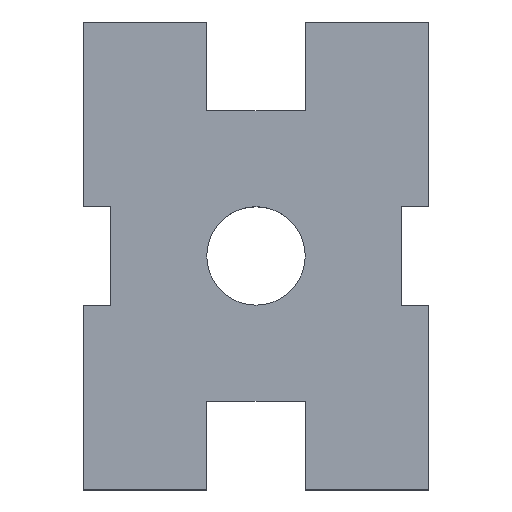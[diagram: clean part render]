
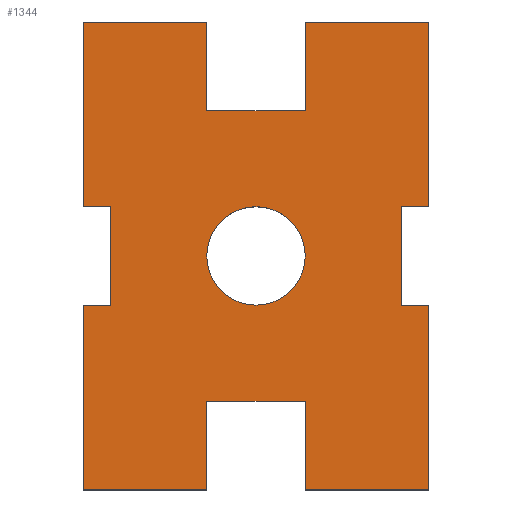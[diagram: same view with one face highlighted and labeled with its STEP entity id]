
A CAD part, top view. The second image highlights one B-rep face of the part: STEP entity #1344.
In plain terms, the highlighted planar face has unit normal (0, 0, 1).
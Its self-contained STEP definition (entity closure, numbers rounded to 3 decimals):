
#648=CIRCLE('',#1297,2.);
#678=ORIENTED_EDGE('',*,*,#961,.T.);
#679=ORIENTED_EDGE('',*,*,#962,.T.);
#680=ORIENTED_EDGE('',*,*,#963,.F.);
#681=ORIENTED_EDGE('',*,*,#964,.F.);
#682=ORIENTED_EDGE('',*,*,#965,.F.);
#683=ORIENTED_EDGE('',*,*,#957,.T.);
#684=ORIENTED_EDGE('',*,*,#959,.T.);
#685=ORIENTED_EDGE('',*,*,#966,.F.);
#686=ORIENTED_EDGE('',*,*,#967,.F.);
#687=ORIENTED_EDGE('',*,*,#968,.F.);
#688=ORIENTED_EDGE('',*,*,#969,.T.);
#689=ORIENTED_EDGE('',*,*,#970,.T.);
#690=ORIENTED_EDGE('',*,*,#971,.F.);
#691=ORIENTED_EDGE('',*,*,#972,.F.);
#692=ORIENTED_EDGE('',*,*,#973,.F.);
#693=ORIENTED_EDGE('',*,*,#974,.T.);
#694=ORIENTED_EDGE('',*,*,#975,.T.);
#695=ORIENTED_EDGE('',*,*,#976,.F.);
#696=ORIENTED_EDGE('',*,*,#977,.F.);
#697=ORIENTED_EDGE('',*,*,#978,.F.);
#698=ORIENTED_EDGE('',*,*,#979,.F.);
#794=VECTOR('',#1076,1.);
#796=VECTOR('',#1080,1.);
#798=VECTOR('',#1084,1.);
#799=VECTOR('',#1085,1.);
#800=VECTOR('',#1086,1.);
#801=VECTOR('',#1087,1.);
#802=VECTOR('',#1088,1.);
#803=VECTOR('',#1089,1.);
#804=VECTOR('',#1090,1.);
#805=VECTOR('',#1091,1.);
#806=VECTOR('',#1092,1.);
#807=VECTOR('',#1093,1.);
#808=VECTOR('',#1094,1.);
#809=VECTOR('',#1095,1.);
#810=VECTOR('',#1096,1.);
#811=VECTOR('',#1097,1.);
#812=VECTOR('',#1098,1.);
#813=VECTOR('',#1099,1.);
#814=VECTOR('',#1100,1.);
#815=VECTOR('',#1101,1.);
#854=LINE('',#1210,#794);
#856=LINE('',#1214,#796);
#858=LINE('',#1219,#798);
#859=LINE('',#1221,#799);
#860=LINE('',#1223,#800);
#861=LINE('',#1225,#801);
#862=LINE('',#1226,#802);
#863=LINE('',#1228,#803);
#864=LINE('',#1230,#804);
#865=LINE('',#1232,#805);
#866=LINE('',#1234,#806);
#867=LINE('',#1236,#807);
#868=LINE('',#1238,#808);
#869=LINE('',#1240,#809);
#870=LINE('',#1242,#810);
#871=LINE('',#1244,#811);
#872=LINE('',#1246,#812);
#873=LINE('',#1248,#813);
#874=LINE('',#1250,#814);
#875=LINE('',#1251,#815);
#914=VERTEX_POINT('',#1207);
#915=VERTEX_POINT('',#1209);
#916=VERTEX_POINT('',#1213);
#917=VERTEX_POINT('',#1217);
#918=VERTEX_POINT('',#1218);
#919=VERTEX_POINT('',#1220);
#920=VERTEX_POINT('',#1222);
#921=VERTEX_POINT('',#1224);
#922=VERTEX_POINT('',#1227);
#923=VERTEX_POINT('',#1229);
#924=VERTEX_POINT('',#1231);
#925=VERTEX_POINT('',#1233);
#926=VERTEX_POINT('',#1235);
#927=VERTEX_POINT('',#1237);
#928=VERTEX_POINT('',#1239);
#929=VERTEX_POINT('',#1241);
#930=VERTEX_POINT('',#1243);
#931=VERTEX_POINT('',#1245);
#932=VERTEX_POINT('',#1247);
#933=VERTEX_POINT('',#1249);
#934=VERTEX_POINT('',#1252);
#957=EDGE_CURVE('',#915,#914,#854,.T.);
#959=EDGE_CURVE('',#914,#916,#856,.T.);
#961=EDGE_CURVE('',#917,#918,#858,.T.);
#962=EDGE_CURVE('',#918,#919,#859,.T.);
#963=EDGE_CURVE('',#920,#919,#860,.T.);
#964=EDGE_CURVE('',#921,#920,#861,.T.);
#965=EDGE_CURVE('',#915,#921,#862,.T.);
#966=EDGE_CURVE('',#922,#916,#863,.T.);
#967=EDGE_CURVE('',#923,#922,#864,.T.);
#968=EDGE_CURVE('',#924,#923,#865,.T.);
#969=EDGE_CURVE('',#924,#925,#866,.T.);
#970=EDGE_CURVE('',#925,#926,#867,.T.);
#971=EDGE_CURVE('',#927,#926,#868,.T.);
#972=EDGE_CURVE('',#928,#927,#869,.T.);
#973=EDGE_CURVE('',#929,#928,#870,.T.);
#974=EDGE_CURVE('',#929,#930,#871,.T.);
#975=EDGE_CURVE('',#930,#931,#872,.T.);
#976=EDGE_CURVE('',#932,#931,#873,.T.);
#977=EDGE_CURVE('',#933,#932,#874,.T.);
#978=EDGE_CURVE('',#917,#933,#875,.T.);
#979=EDGE_CURVE('',#934,#934,#648,.T.);
#1001=EDGE_LOOP('',(#678,#679,#680,#681,#682,#683,#684,#685,#686,#687,#688,
#689,#690,#691,#692,#693,#694,#695,#696,#697));
#1002=EDGE_LOOP('',(#698));
#1027=FACE_BOUND('',#1001,.T.);
#1028=FACE_BOUND('',#1002,.T.);
#1076=DIRECTION('',(5.,0.,0.));
#1080=DIRECTION('',(0.,7.5,0.));
#1082=DIRECTION('',(0.,0.,1.));
#1083=DIRECTION('',(0.,-1.,0.));
#1084=DIRECTION('',(0.,-7.5,0.));
#1085=DIRECTION('',(5.,0.,0.));
#1086=DIRECTION('',(0.,-3.6,0.));
#1087=DIRECTION('',(-4.,0.,0.));
#1088=DIRECTION('',(0.,3.6,0.));
#1089=DIRECTION('',(1.1,0.,0.));
#1090=DIRECTION('',(0.,-4.,0.));
#1091=DIRECTION('',(-1.1,0.,0.));
#1092=DIRECTION('',(0.,7.5,0.));
#1093=DIRECTION('',(-5.,0.,0.));
#1094=DIRECTION('',(0.,3.6,0.));
#1095=DIRECTION('',(4.,0.,0.));
#1096=DIRECTION('',(0.,-3.6,0.));
#1097=DIRECTION('',(-5.,0.,0.));
#1098=DIRECTION('',(0.,-7.5,0.));
#1099=DIRECTION('',(-1.1,0.,0.));
#1100=DIRECTION('',(0.,4.,0.));
#1101=DIRECTION('',(1.1,0.,0.));
#1102=DIRECTION('',(0.,0.,1.));
#1103=DIRECTION('',(0.,2.,0.));
#1207=CARTESIAN_POINT('',(14.,0.,4.));
#1209=CARTESIAN_POINT('',(9.,0.,4.));
#1210=CARTESIAN_POINT('',(9.,0.,4.));
#1213=CARTESIAN_POINT('',(14.,7.5,4.));
#1214=CARTESIAN_POINT('',(14.,0.,4.));
#1216=CARTESIAN_POINT('',(14.,19.,4.));
#1217=CARTESIAN_POINT('',(0.,7.5,4.));
#1218=CARTESIAN_POINT('',(0.,0.,4.));
#1219=CARTESIAN_POINT('',(0.,7.5,4.));
#1220=CARTESIAN_POINT('',(5.,0.,4.));
#1221=CARTESIAN_POINT('',(0.,0.,4.));
#1222=CARTESIAN_POINT('',(5.,3.6,4.));
#1223=CARTESIAN_POINT('',(5.,3.6,4.));
#1224=CARTESIAN_POINT('',(9.,3.6,4.));
#1225=CARTESIAN_POINT('',(9.,3.6,4.));
#1226=CARTESIAN_POINT('',(9.,0.,4.));
#1227=CARTESIAN_POINT('',(12.9,7.5,4.));
#1228=CARTESIAN_POINT('',(12.9,7.5,4.));
#1229=CARTESIAN_POINT('',(12.9,11.5,4.));
#1230=CARTESIAN_POINT('',(12.9,11.5,4.));
#1231=CARTESIAN_POINT('',(14.,11.5,4.));
#1232=CARTESIAN_POINT('',(14.,11.5,4.));
#1233=CARTESIAN_POINT('',(14.,19.,4.));
#1234=CARTESIAN_POINT('',(14.,11.5,4.));
#1235=CARTESIAN_POINT('',(9.,19.,4.));
#1236=CARTESIAN_POINT('',(14.,19.,4.));
#1237=CARTESIAN_POINT('',(9.,15.4,4.));
#1238=CARTESIAN_POINT('',(9.,15.4,4.));
#1239=CARTESIAN_POINT('',(5.,15.4,4.));
#1240=CARTESIAN_POINT('',(5.,15.4,4.));
#1241=CARTESIAN_POINT('',(5.,19.,4.));
#1242=CARTESIAN_POINT('',(5.,19.,4.));
#1243=CARTESIAN_POINT('',(0.,19.,4.));
#1244=CARTESIAN_POINT('',(5.,19.,4.));
#1245=CARTESIAN_POINT('',(0.,11.5,4.));
#1246=CARTESIAN_POINT('',(0.,19.,4.));
#1247=CARTESIAN_POINT('',(1.1,11.5,4.));
#1248=CARTESIAN_POINT('',(1.1,11.5,4.));
#1249=CARTESIAN_POINT('',(1.1,7.5,4.));
#1250=CARTESIAN_POINT('',(1.1,7.5,4.));
#1251=CARTESIAN_POINT('',(0.,7.5,4.));
#1252=CARTESIAN_POINT('',(7.,11.5,4.));
#1253=CARTESIAN_POINT('',(7.,9.5,4.));
#1296=AXIS2_PLACEMENT_3D('',#1216,#1082,#1083);
#1297=AXIS2_PLACEMENT_3D('',#1253,#1102,#1103);
#1322=PLANE('',#1296);
#1344=ADVANCED_FACE('',(#1027,#1028),#1322,.T.);
